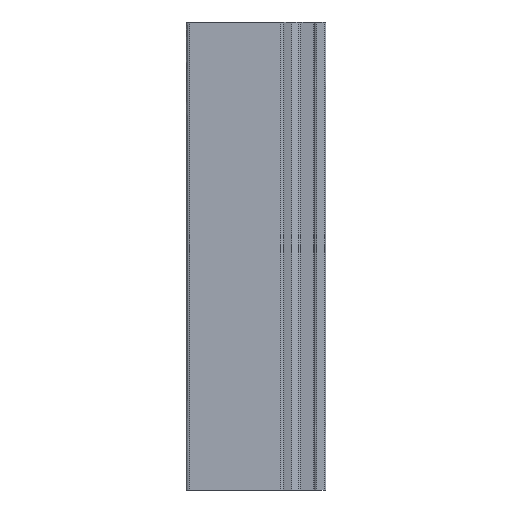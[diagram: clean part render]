
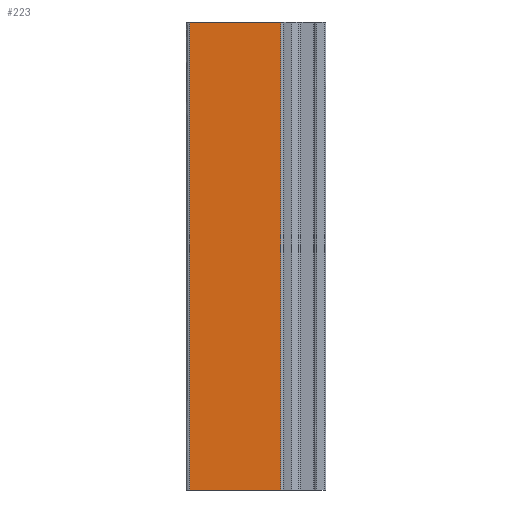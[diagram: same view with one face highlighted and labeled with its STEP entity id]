
A CAD part, left-side view. The second image highlights one B-rep face of the part: STEP entity #223.
In plain terms, the highlighted planar face has unit normal (-1, 0.018, 0).
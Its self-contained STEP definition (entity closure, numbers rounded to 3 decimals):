
#223=ADVANCED_FACE('',(#344),#345,.F.);
#344=FACE_OUTER_BOUND('',#498,.T.);
#345=PLANE('',#499);
#498=EDGE_LOOP('',(#1119,#1120,#1121,#1122));
#499=AXIS2_PLACEMENT_3D('',#1123,#1124,#1125);
#1119=ORIENTED_EDGE('',*,*,#1287,.T.);
#1120=ORIENTED_EDGE('',*,*,#1282,.F.);
#1121=ORIENTED_EDGE('',*,*,#1202,.F.);
#1122=ORIENTED_EDGE('',*,*,#1278,.T.);
#1123=CARTESIAN_POINT('',(-3.899,14.558,25.0));
#1124=DIRECTION('',(1.,-0.018,0.0));
#1125=DIRECTION('',(0.018,1.,0.0));
#1202=EDGE_CURVE('',#1436,#1438,#1439,.T.);
#1278=EDGE_CURVE('',#1436,#1564,#1566,.T.);
#1282=EDGE_CURVE('',#1438,#1568,#1572,.T.);
#1287=EDGE_CURVE('',#1564,#1568,#1581,.T.);
#1436=VERTEX_POINT('',#1936);
#1438=VERTEX_POINT('',#1954);
#1439=LINE('',#1955,#1956);
#1564=VERTEX_POINT('',#2231);
#1566=LINE('',#2240,#2241);
#1568=VERTEX_POINT('',#2244);
#1572=LINE('',#2252,#2253);
#1581=LINE('',#2268,#2269);
#1936=CARTESIAN_POINT('',(-3.899,14.558,25.0));
#1954=CARTESIAN_POINT('',(-4.075,4.806,25.0));
#1955=CARTESIAN_POINT('',(-3.899,14.558,25.0));
#1956=VECTOR('',#2392,1.0);
#2231=CARTESIAN_POINT('',(-3.899,14.558,-25.0));
#2240=CARTESIAN_POINT('',(-3.899,14.558,25.0));
#2241=VECTOR('',#2443,1.0);
#2244=CARTESIAN_POINT('',(-4.075,4.806,-25.0));
#2252=CARTESIAN_POINT('',(-4.075,4.806,25.0));
#2253=VECTOR('',#2446,1.0);
#2268=CARTESIAN_POINT('',(-3.899,14.558,-25.0));
#2269=VECTOR('',#2450,1.0);
#2392=DIRECTION('',(-0.018,-1.,0.0));
#2443=DIRECTION('',(0.0,0.0,-1.0));
#2446=DIRECTION('',(0.0,0.0,-1.0));
#2450=DIRECTION('',(-0.018,-1.,0.0));
